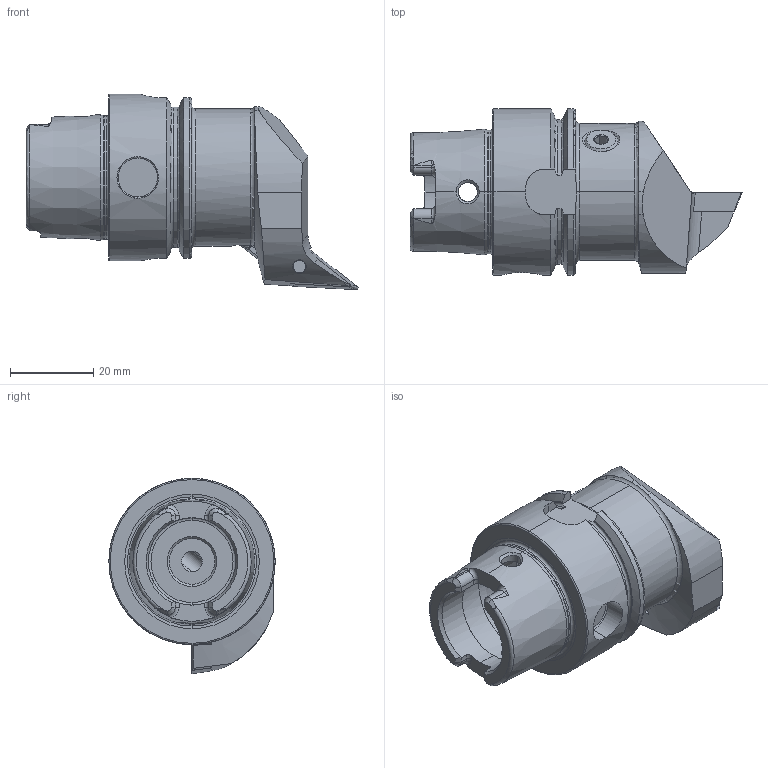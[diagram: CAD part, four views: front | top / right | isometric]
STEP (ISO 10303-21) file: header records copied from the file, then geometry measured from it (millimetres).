
FILE_DESCRIPTION (( 'STEP AP214' ), '1' );
FILE_NAME ('HA4.KVB.RJA.060-HP.STEP', '2020-09-17T07:37:27', ( '' ), ( '' ), 'SwSTEP 2.0', 'SolidWorks 2017', '' );
FILE_SCHEMA (( 'AUTOMOTIVE_DESIGN' ));
Length unit declared in the file: millimetre
Products named in the file (10): DIN 7991 - M5x15; ISO 8752 2x8; HA4-KVB.RJA.060-HP_A_Fertigbearbeitung; CHP-ER1.015.006; CHP-ER1.015.006_A; DIN 3771 - 13x1; HA4.KVB.RJA.060-HP; CHP-ER1.008.011_A; WCB-ER2.001.009_A; VCMT160404
Assembly tree (9 placements, depth 3):
  HA4.KVB.RJA.060-HP
    HA4-KVB.RJA.060-HP_A_Fertigbearbeitung
    WCB-ER2.001.009_A
    VCMT160404
    CHP-ER1.015.006
      CHP-ER1.015.006_A
      DIN 3771 - 13x1
      DIN 7991 - M5x15
    CHP-ER1.008.011_A
    ISO 8752 2x8
Bounding box: 79.9 x 40 x 47 mm (x, y, z)
Volume: 44224.8 mm3; surface area: 16575.2 mm2
Topology: 8 solids, 8 shells, 422 faces, 1058 edges, 643 vertices
Faces by surface type: plane 122, cylinder 120, cone 103, torus 55, bspline 20, sphere 2
Entity records: 15328 total; most frequent: CARTESIAN_POINT 4734, ORIENTED_EDGE 2084, DIRECTION 1993, EDGE_CURVE 1042, AXIS2_PLACEMENT_3D 802, VERTEX_POINT 643, EDGE_LOOP 447, FACE_OUTER_BOUND 422
